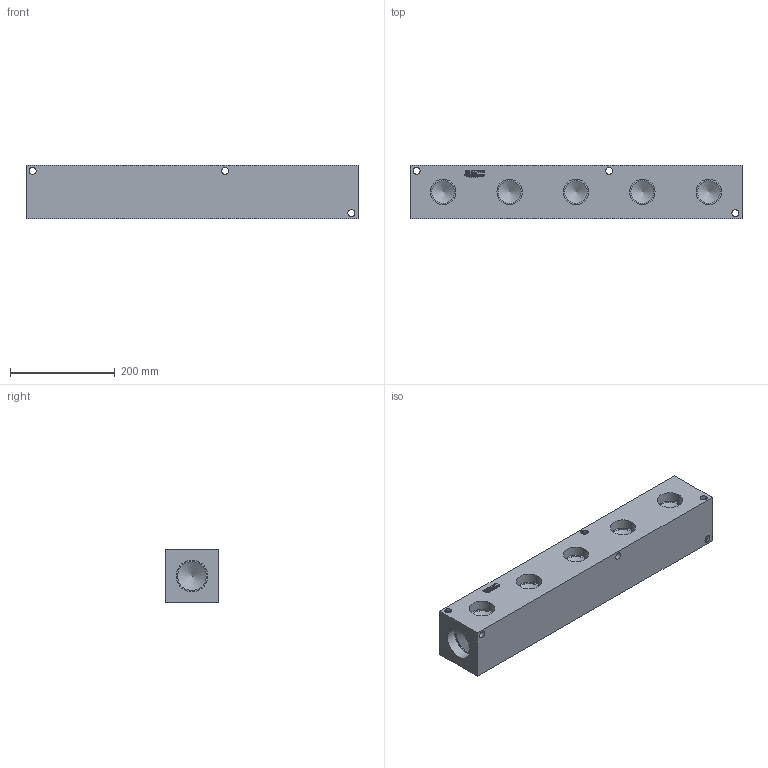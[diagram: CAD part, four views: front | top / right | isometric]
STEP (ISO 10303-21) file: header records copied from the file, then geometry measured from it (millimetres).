
FILE_DESCRIPTION(/* description */ (''),/* implementation_level */ '2;1');
FILE_NAME(/* name */ '_H0000524P.stp',/* time_stamp */ '2020-08-17T15:23:24-04:00',/* author */ ('alexanderw'),/* organization */ (''),/* preprocessor_version */ 'ST-DEVELOPER v17',/* originating_system */ 'Autodesk Inventor 2019',/* authorisation */ '');
FILE_SCHEMA (('AUTOMOTIVE_DESIGN { 1 0 10303 214 3 1 1 }'));
Length unit declared in the file: millimetre
Products named in the file (1): Part_+H0000524P_3D
Bounding box: 635 x 101.6 x 101.6 mm (x, y, z)
Volume: 6102316.2 mm3; surface area: 326866.5 mm2
Topology: 1 solids, 1 shells, 350 faces, 959 edges, 640 vertices
Faces by surface type: plane 229, bspline 88, cylinder 26, cone 7
Full cylindrical faces by diameter (mm): 13.487 x12, 43.637 x5, 48.565 x5, 55.575 x2, 60.63 x2
Entity records: 11802 total; most frequent: CARTESIAN_POINT 3087, ORIENTED_EDGE 1904, DIRECTION 1381, EDGE_CURVE 952, LINE 697, VECTOR 697, VERTEX_POINT 640, EDGE_LOOP 404
